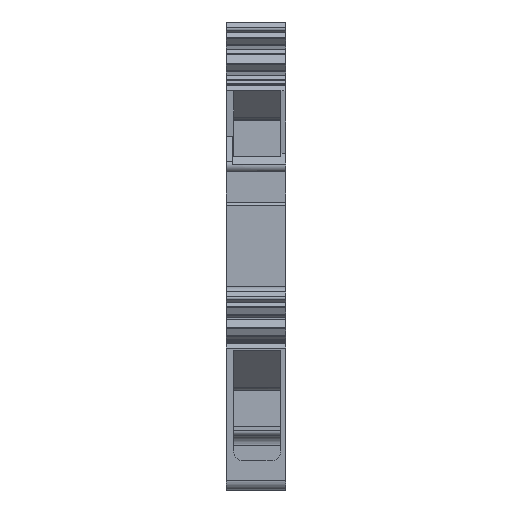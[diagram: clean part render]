
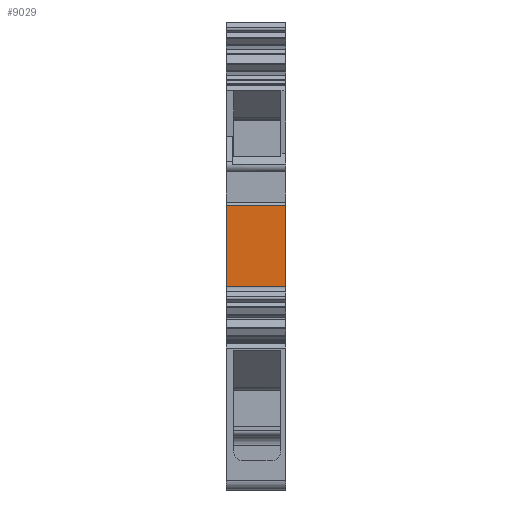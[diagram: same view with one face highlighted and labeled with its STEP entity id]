
A CAD part, front view. The second image highlights one B-rep face of the part: STEP entity #9029.
In plain terms, the highlighted planar face has unit normal (0, -1, 0).
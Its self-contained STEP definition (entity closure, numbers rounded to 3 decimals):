
#9016=AXIS2_PLACEMENT_3D('Plane Axis2P3D',#9013,#9014,#9015) ;
#1424=CARTESIAN_POINT('Vertex',(0.,22.7,20.8)) ;
#1427=CARTESIAN_POINT('Line Origine',(0.,22.7,24.95)) ;
#1431=CARTESIAN_POINT('Vertex',(0.,22.7,29.1)) ;
#2646=CARTESIAN_POINT('Vertex',(6.1,22.7,29.1)) ;
#2649=CARTESIAN_POINT('Line Origine',(6.1,22.7,24.95)) ;
#2653=CARTESIAN_POINT('Vertex',(6.1,22.7,20.8)) ;
#9001=CARTESIAN_POINT('Line Origine',(3.05,22.7,29.1)) ;
#9013=CARTESIAN_POINT('Axis2P3D Location',(0.,22.7,20.8)) ;
#9018=CARTESIAN_POINT('Line Origine',(3.05,22.7,20.8)) ;
#1428=DIRECTION('Vector Direction',(0.,0.,1.)) ;
#2650=DIRECTION('Vector Direction',(0.,0.,-1.)) ;
#9002=DIRECTION('Vector Direction',(1.,0.,0.)) ;
#9014=DIRECTION('Axis2P3D Direction',(0.,-1.,0.)) ;
#9015=DIRECTION('Axis2P3D XDirection',(0.,0.,1.)) ;
#9019=DIRECTION('Vector Direction',(-1.,0.,0.)) ;
#1429=VECTOR('Line Direction',#1428,1.) ;
#2651=VECTOR('Line Direction',#2650,1.) ;
#9003=VECTOR('Line Direction',#9002,1.) ;
#9020=VECTOR('Line Direction',#9019,1.) ;
#9024=ORIENTED_EDGE('',*,*,#2655,.F.) ;
#9025=ORIENTED_EDGE('',*,*,#9005,.F.) ;
#9026=ORIENTED_EDGE('',*,*,#1433,.F.) ;
#9027=ORIENTED_EDGE('',*,*,#9022,.F.) ;
#9029=ADVANCED_FACE('KLTR',(#9028),#9017,.T.) ;
#1433=EDGE_CURVE('',#1425,#1432,#1430,.T.) ;
#2655=EDGE_CURVE('',#2647,#2654,#2652,.T.) ;
#9005=EDGE_CURVE('',#1432,#2647,#9004,.T.) ;
#9022=EDGE_CURVE('',#2654,#1425,#9021,.T.) ;
#9023=EDGE_LOOP('',(#9024,#9025,#9026,#9027)) ;
#9028=FACE_OUTER_BOUND('',#9023,.T.) ;
#1430=LINE('Line',#1427,#1429) ;
#2652=LINE('Line',#2649,#2651) ;
#9004=LINE('Line',#9001,#9003) ;
#9021=LINE('Line',#9018,#9020) ;
#9017=PLANE('',#9016) ;
#1425=VERTEX_POINT('',#1424) ;
#1432=VERTEX_POINT('',#1431) ;
#2647=VERTEX_POINT('',#2646) ;
#2654=VERTEX_POINT('',#2653) ;
